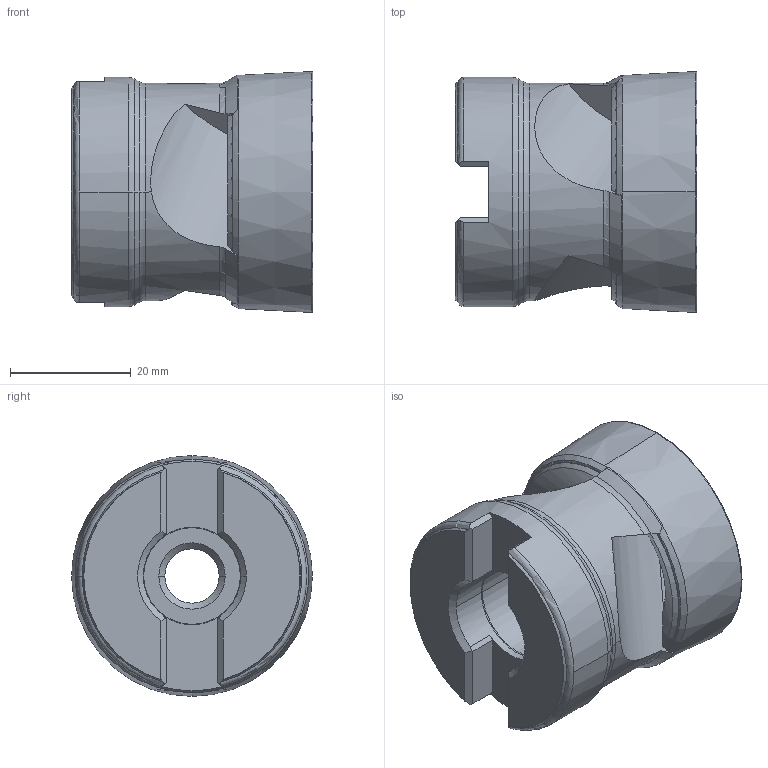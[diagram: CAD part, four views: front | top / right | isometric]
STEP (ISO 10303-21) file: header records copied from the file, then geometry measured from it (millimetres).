
FILE_DESCRIPTION (( 'STEP AP214' ), '1' );
FILE_NAME ('90PP-040-85-3.STEP', '2011-11-16T10:42:37', ( '' ), ( '' ), 'SwSTEP 2.0', 'SolidWorks 2010', '' );
FILE_SCHEMA (( 'AUTOMOTIVE_DESIGN' ));
Length unit declared in the file: millimetre
Products named in the file (1): 90PP-040-85-3
Bounding box: 40.05 x 39.9 x 39.9 mm (x, y, z)
Volume: 31494.2 mm3; surface area: 10325.3 mm2
Topology: 1 solids, 1 shells, 165 faces, 458 edges, 294 vertices
Faces by surface type: plane 72, cone 53, torus 20, cylinder 20
Entity records: 5565 total; most frequent: CARTESIAN_POINT 1629, ORIENTED_EDGE 916, DIRECTION 740, EDGE_CURVE 458, AXIS2_PLACEMENT_3D 303, VERTEX_POINT 294, EDGE_LOOP 172, FACE_OUTER_BOUND 165
